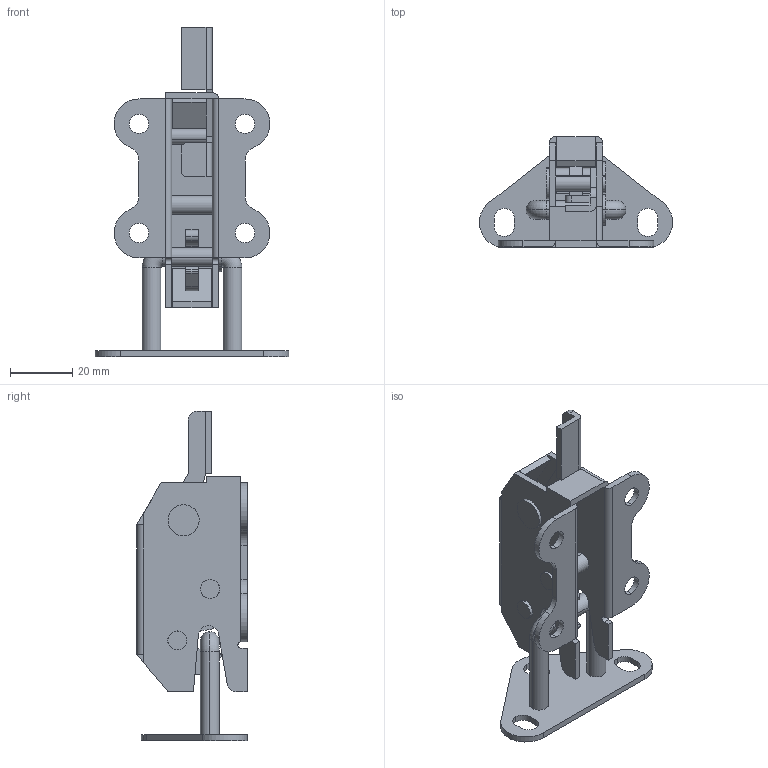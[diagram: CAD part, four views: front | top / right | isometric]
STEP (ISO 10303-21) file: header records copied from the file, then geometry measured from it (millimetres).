
FILE_DESCRIPTION (( 'STEP AP203' ), '1' );
FILE_NAME ('Žº‰ª•ÏŠ·.STEP', '2012-09-28T03:58:27', ( '' ), ( '' ), 'SwSTEP 2.0', 'SolidWorks 2011', '' );
FILE_SCHEMA (( 'CONFIG_CONTROL_DESIGN' ));
Length unit declared in the file: millimetre
Products named in the file (7): C-1450-1レバー_; C-1450-1カム1_; C-1450-1受け金具_; C-1450-1僔儍僼僩1_; C-1450-1ケース_; C-1450-1僔儍僼僩2_; 室岡変換
Assembly tree (7 placements, depth 2):
  室岡変換
    C-1450-1受け金具_
    C-1450-1ケース_
    C-1450-1僔儍僼僩2_
    C-1450-1僔儍僼僩1_  x2
    C-1450-1レバー_
    C-1450-1カム1_
Bounding box: 61.95 x 35.4 x 105.7 mm (x, y, z)
Volume: 21517.3 mm3; surface area: 22684.4 mm2
Topology: 7 solids, 7 shells, 202 faces, 527 edges, 340 vertices
Faces by surface type: plane 105, cylinder 93, torus 4
Entity records: 6884 total; most frequent: DIRECTION 1111, CARTESIAN_POINT 1052, ORIENTED_EDGE 1030, EDGE_CURVE 515, AXIS2_PLACEMENT_3D 391, VERTEX_POINT 332, VECTOR 329, LINE 329
